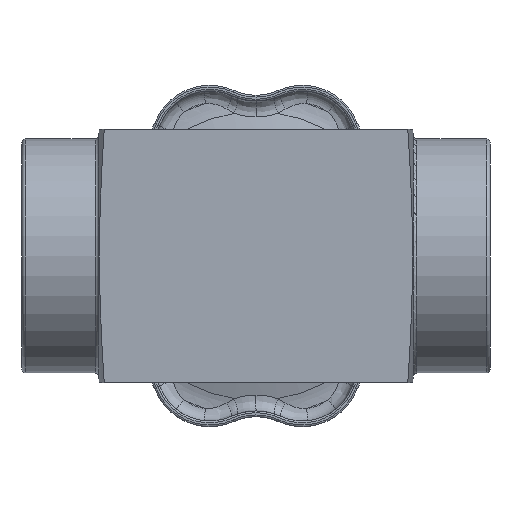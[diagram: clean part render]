
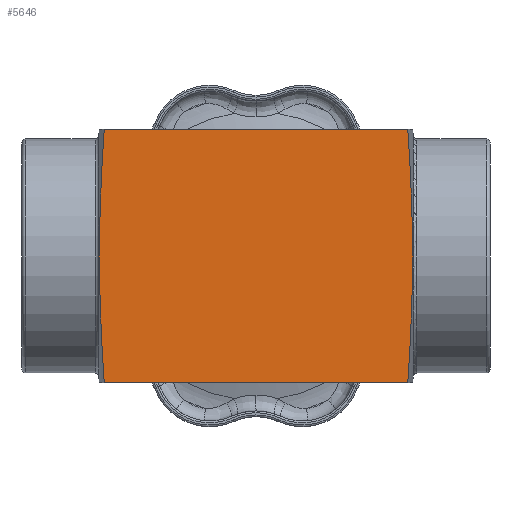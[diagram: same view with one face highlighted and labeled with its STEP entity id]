
A CAD part, front view. The second image highlights one B-rep face of the part: STEP entity #5646.
In plain terms, the highlighted planar face has unit normal (0, -1, 0).
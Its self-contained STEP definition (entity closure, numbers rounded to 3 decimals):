
#239=(
BOUNDED_CURVE()
B_SPLINE_CURVE(2,(#8673,#8674,#8675),.UNSPECIFIED.,.F.,.F.)
B_SPLINE_CURVE_WITH_KNOTS((3,3),(0.,7.055),.UNSPECIFIED.)
CURVE()
GEOMETRIC_REPRESENTATION_ITEM()
RATIONAL_B_SPLINE_CURVE((1.,1.414,1.))
REPRESENTATION_ITEM('')
);
#246=(
BOUNDED_CURVE()
B_SPLINE_CURVE(2,(#8725,#8726,#8727),.UNSPECIFIED.,.F.,.F.)
B_SPLINE_CURVE_WITH_KNOTS((3,3),(3.527,7.055),
 .UNSPECIFIED.)
CURVE()
GEOMETRIC_REPRESENTATION_ITEM()
RATIONAL_B_SPLINE_CURVE((1.207,1.207,1.))
REPRESENTATION_ITEM('')
);
#247=(
BOUNDED_CURVE()
B_SPLINE_CURVE(2,(#8730,#8731,#8732),.UNSPECIFIED.,.F.,.F.)
B_SPLINE_CURVE_WITH_KNOTS((3,3),(0.,3.527),.UNSPECIFIED.)
CURVE()
GEOMETRIC_REPRESENTATION_ITEM()
RATIONAL_B_SPLINE_CURVE((1.,1.207,1.207))
REPRESENTATION_ITEM('')
);
#423=PLANE('',#6202);
#507=LINE('',#9171,#695);
#508=LINE('',#9173,#696);
#695=VECTOR('',#7214,84.345);
#696=VECTOR('',#7217,84.345);
#1022=FACE_OUTER_BOUND('',#1374,.T.);
#1374=EDGE_LOOP('',(#4039,#4040,#4041,#4042,#4043));
#2157=VERTEX_POINT('',#8671);
#2158=VERTEX_POINT('',#8672);
#2173=VERTEX_POINT('',#8720);
#2174=VERTEX_POINT('',#8724);
#2175=VERTEX_POINT('',#8729);
#2748=EDGE_CURVE('',#2157,#2158,#239,.T.);
#2767=EDGE_CURVE('',#2174,#2173,#246,.T.);
#2769=EDGE_CURVE('',#2175,#2174,#247,.T.);
#2928=EDGE_CURVE('',#2173,#2157,#507,.T.);
#2929=EDGE_CURVE('',#2175,#2158,#508,.T.);
#4039=ORIENTED_EDGE('',*,*,#2748,.T.);
#4040=ORIENTED_EDGE('',*,*,#2929,.F.);
#4041=ORIENTED_EDGE('',*,*,#2769,.T.);
#4042=ORIENTED_EDGE('',*,*,#2767,.T.);
#4043=ORIENTED_EDGE('',*,*,#2928,.T.);
#5646=ADVANCED_FACE('',(#1022),#423,.T.);
#6202=AXIS2_PLACEMENT_3D('',#9172,#7215,#7216);
#7214=DIRECTION('',(1.,0.,0.));
#7215=DIRECTION('center_axis',(0.,-1.,0.));
#7216=DIRECTION('ref_axis',(0.,0.,-1.));
#7217=DIRECTION('',(1.,0.,0.));
#8671=CARTESIAN_POINT('',(42.173,-35.25,-35.25));
#8672=CARTESIAN_POINT('',(42.173,-35.25,35.25));
#8673=CARTESIAN_POINT('Ctrl Pts',(42.173,-35.25,-35.25));
#8674=CARTESIAN_POINT('Ctrl Pts',(44.439,-35.25,0.));
#8675=CARTESIAN_POINT('Ctrl Pts',(42.173,-35.25,35.25));
#8720=CARTESIAN_POINT('',(-42.173,-35.25,-35.25));
#8724=CARTESIAN_POINT('',(-43.5,-35.25,0.));
#8725=CARTESIAN_POINT('Ctrl Pts',(-43.5,-35.25,0.));
#8726=CARTESIAN_POINT('Ctrl Pts',(-43.5,-35.25,-14.601));
#8727=CARTESIAN_POINT('Ctrl Pts',(-42.173,-35.25,-35.25));
#8729=CARTESIAN_POINT('',(-42.173,-35.25,35.25));
#8730=CARTESIAN_POINT('Ctrl Pts',(-42.173,-35.25,35.25));
#8731=CARTESIAN_POINT('Ctrl Pts',(-43.5,-35.25,14.601));
#8732=CARTESIAN_POINT('Ctrl Pts',(-43.5,-35.25,0.));
#9171=CARTESIAN_POINT('',(-42.173,-35.25,-35.25));
#9172=CARTESIAN_POINT('Origin',(-43.75,-35.25,-35.25));
#9173=CARTESIAN_POINT('',(-42.173,-35.25,35.25));
